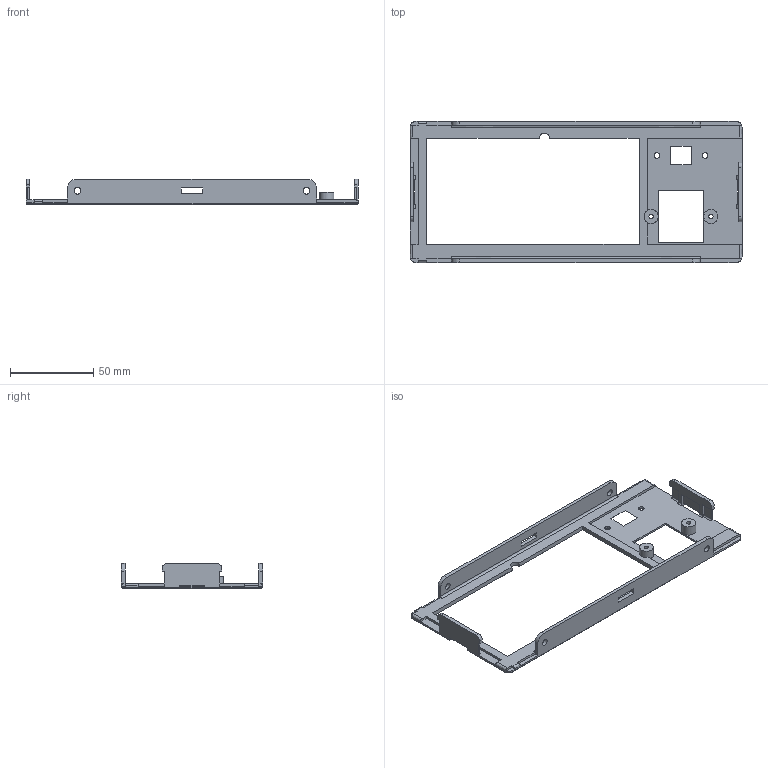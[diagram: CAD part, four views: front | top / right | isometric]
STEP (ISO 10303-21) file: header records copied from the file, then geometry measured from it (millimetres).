
FILE_DESCRIPTION(/* description */ (''),/* implementation_level */ '2;1');
FILE_NAME(/* name */ 'Rear Panel.step',/* time_stamp */ '2023-01-13T18:05:31-06:00',/* author */ (''),/* organization */ (''),/* preprocessor_version */ 'ST-DEVELOPER v19.2',/* originating_system */ 'Autodesk Translation Framework v11.17.0.187',/* authorisation */ '');
FILE_SCHEMA (('AUTOMOTIVE_DESIGN { 1 0 10303 214 3 1 1 }'));
Length unit declared in the file: millimetre
Products named in the file (1): Rear Panel
Bounding box: 200 x 85 x 15.2 mm (x, y, z)
Volume: 28571.7 mm3; surface area: 28168 mm2
Topology: 1 solids, 1 shells, 177 faces, 503 edges, 323 vertices
Faces by surface type: plane 125, bspline 24, cylinder 21, cone 7
Full cylindrical faces by diameter (mm): 2.6 x2, 3.4 x4, 4 x4, 8.5 x2
Entity records: 6542 total; most frequent: CARTESIAN_POINT 2093, ORIENTED_EDGE 1006, DIRECTION 767, EDGE_CURVE 503, LINE 359, VECTOR 359, VERTEX_POINT 323, AXIS2_PLACEMENT_3D 204
